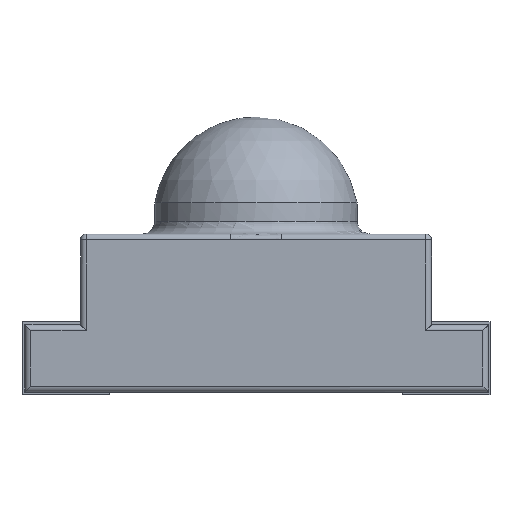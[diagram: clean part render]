
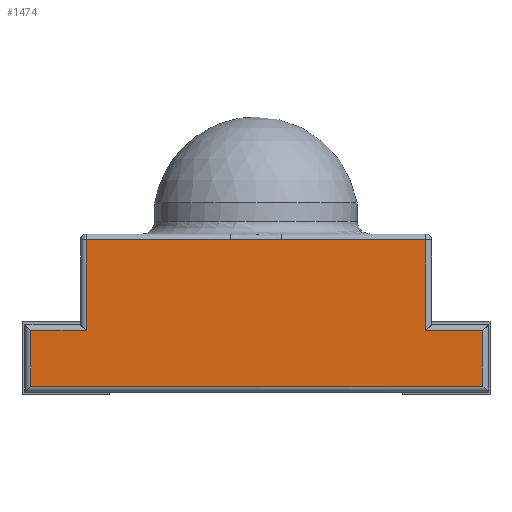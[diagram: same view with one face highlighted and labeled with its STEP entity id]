
A CAD part, front view. The second image highlights one B-rep face of the part: STEP entity #1474.
In plain terms, the highlighted planar face has unit normal (0, -1, 0).
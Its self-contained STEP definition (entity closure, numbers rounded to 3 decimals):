
#62=B_SPLINE_CURVE_WITH_KNOTS('',3,(#1965,#1966,#1967,#1968),
 .UNSPECIFIED.,.F.,.F.,(4,4),(0.,0.),.UNSPECIFIED.);
#84=LINE('',#1954,#187);
#85=LINE('',#1957,#188);
#86=LINE('',#1959,#189);
#87=LINE('',#1961,#190);
#88=LINE('',#1963,#191);
#89=LINE('',#1970,#192);
#90=LINE('',#1972,#193);
#91=LINE('',#1974,#194);
#92=LINE('',#1976,#195);
#187=VECTOR('',#1655,1000.);
#188=VECTOR('',#1656,1000.);
#189=VECTOR('',#1657,1000.);
#190=VECTOR('',#1658,1000.);
#191=VECTOR('',#1659,1000.);
#192=VECTOR('',#1660,1000.);
#193=VECTOR('',#1661,1000.);
#194=VECTOR('',#1662,1000.);
#195=VECTOR('',#1663,1000.);
#291=ORIENTED_EDGE('',*,*,#569,.T.);
#292=ORIENTED_EDGE('',*,*,#570,.T.);
#293=ORIENTED_EDGE('',*,*,#571,.T.);
#294=ORIENTED_EDGE('',*,*,#572,.T.);
#295=ORIENTED_EDGE('',*,*,#573,.T.);
#296=ORIENTED_EDGE('',*,*,#574,.T.);
#297=ORIENTED_EDGE('',*,*,#575,.T.);
#298=ORIENTED_EDGE('',*,*,#576,.T.);
#299=ORIENTED_EDGE('',*,*,#577,.T.);
#300=ORIENTED_EDGE('',*,*,#578,.T.);
#569=EDGE_CURVE('',#708,#709,#84,.F.);
#570=EDGE_CURVE('',#709,#710,#85,.F.);
#571=EDGE_CURVE('',#710,#711,#86,.T.);
#572=EDGE_CURVE('',#711,#712,#87,.F.);
#573=EDGE_CURVE('',#712,#713,#88,.F.);
#574=EDGE_CURVE('',#713,#714,#62,.T.);
#575=EDGE_CURVE('',#714,#715,#89,.F.);
#576=EDGE_CURVE('',#715,#716,#90,.F.);
#577=EDGE_CURVE('',#716,#717,#91,.T.);
#578=EDGE_CURVE('',#717,#708,#92,.T.);
#708=VERTEX_POINT('',#1955);
#709=VERTEX_POINT('',#1956);
#710=VERTEX_POINT('',#1958);
#711=VERTEX_POINT('',#1960);
#712=VERTEX_POINT('',#1962);
#713=VERTEX_POINT('',#1964);
#714=VERTEX_POINT('',#1969);
#715=VERTEX_POINT('',#1971);
#716=VERTEX_POINT('',#1973);
#717=VERTEX_POINT('',#1975);
#796=EDGE_LOOP('',(#291,#292,#293,#294,#295,#296,#297,#298,#299,#300));
#859=FACE_BOUND('',#796,.T.);
#921=PLANE('',#1540);
#1474=ADVANCED_FACE('',(#859),#921,.T.);
#1540=AXIS2_PLACEMENT_3D('',#1953,#1653,#1654);
#1653=DIRECTION('',(0.,-1.,0.));
#1654=DIRECTION('',(0.,0.,-1.));
#1655=DIRECTION('',(-1.,0.,0.));
#1656=DIRECTION('',(0.,0.,-1.));
#1657=DIRECTION('',(-1.,0.,0.));
#1658=DIRECTION('',(0.,0.,-1.));
#1659=DIRECTION('',(1.,0.,0.));
#1660=DIRECTION('',(1.,0.,0.));
#1661=DIRECTION('',(0.,0.,1.));
#1662=DIRECTION('',(-1.,0.,0.));
#1663=DIRECTION('',(0.,0.,-1.));
#1953=CARTESIAN_POINT('',(0.8,-0.4,0.25));
#1954=CARTESIAN_POINT('',(0.795,-0.4,0.03));
#1955=CARTESIAN_POINT('',(-0.77,-0.4,0.03));
#1956=CARTESIAN_POINT('',(0.775,-0.4,0.03));
#1957=CARTESIAN_POINT('',(0.775,-0.4,0.25));
#1958=CARTESIAN_POINT('',(0.775,-0.4,0.22));
#1959=CARTESIAN_POINT('',(0.6,-0.4,0.22));
#1960=CARTESIAN_POINT('',(0.58,-0.4,0.22));
#1961=CARTESIAN_POINT('',(0.58,-0.4,0.25));
#1962=CARTESIAN_POINT('',(0.58,-0.4,0.53));
#1963=CARTESIAN_POINT('',(0.8,-0.4,0.53));
#1964=CARTESIAN_POINT('',(0.088,-0.4,0.53));
#1965=CARTESIAN_POINT('',(0.088,-0.4,0.53));
#1966=CARTESIAN_POINT('',(0.029,-0.4,0.53));
#1967=CARTESIAN_POINT('',(-0.029,-0.4,0.53));
#1968=CARTESIAN_POINT('',(-0.088,-0.4,0.53));
#1969=CARTESIAN_POINT('',(-0.088,-0.4,0.53));
#1970=CARTESIAN_POINT('',(0.8,-0.4,0.53));
#1971=CARTESIAN_POINT('',(-0.58,-0.4,0.53));
#1972=CARTESIAN_POINT('',(-0.58,-0.4,0.25));
#1973=CARTESIAN_POINT('',(-0.58,-0.4,0.22));
#1974=CARTESIAN_POINT('',(-0.79,-0.4,0.22));
#1975=CARTESIAN_POINT('',(-0.77,-0.4,0.22));
#1976=CARTESIAN_POINT('',(-0.77,-0.4,0.01));
